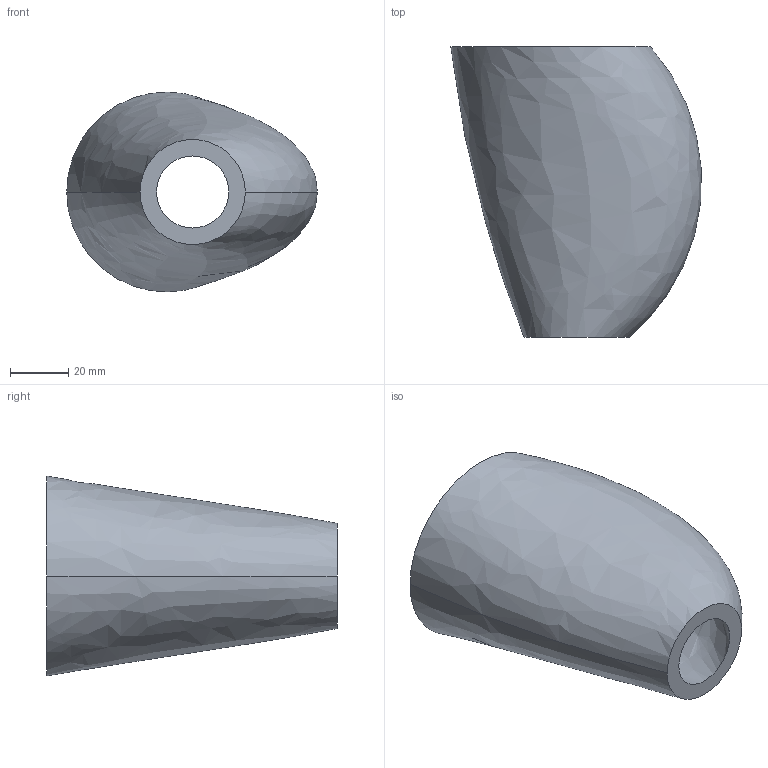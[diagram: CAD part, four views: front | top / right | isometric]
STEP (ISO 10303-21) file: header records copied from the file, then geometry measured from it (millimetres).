
FILE_DESCRIPTION (( 'STEP AP214' ), '1' );
FILE_NAME ('Asymmetric Model.STEP', '2017-12-31T06:45:16', ( '' ), ( '' ), 'SwSTEP 2.0', 'SolidWorks 2016', '' );
FILE_SCHEMA (( 'AUTOMOTIVE_DESIGN' ));
Length unit declared in the file: millimetre
Products named in the file (1): Asymmetric Model
Bounding box: 86.29 x 100 x 68.84 mm (x, y, z)
Volume: 108576.2 mm3; surface area: 37393.2 mm2
Topology: 1 solids, 1 shells, 6 faces, 12 edges, 8 vertices
Faces by surface type: bspline 4, plane 2
Entity records: 988 total; most frequent: CARTESIAN_POINT 833, ORIENTED_EDGE 24, DIRECTION 22, EDGE_CURVE 12, AXIS2_PLACEMENT_3D 11, EDGE_LOOP 8, VERTEX_POINT 8, CIRCLE 8
